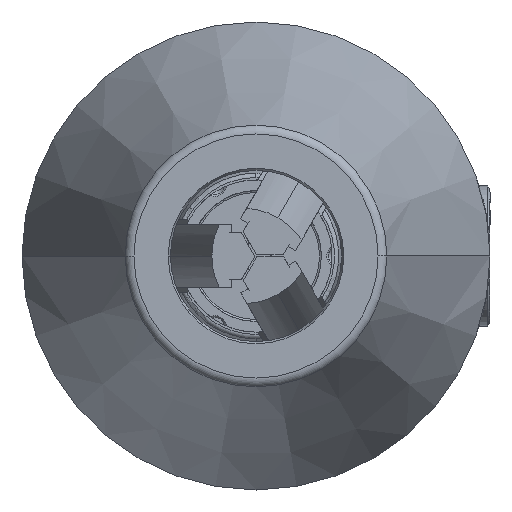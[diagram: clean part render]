
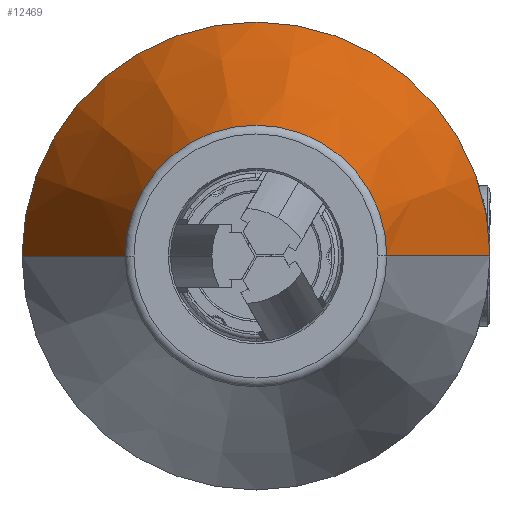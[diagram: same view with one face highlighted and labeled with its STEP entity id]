
A CAD part, front view. The second image highlights one B-rep face of the part: STEP entity #12469.
In plain terms, the highlighted conical face has half-angle 20 degrees and reference radius 25.05 mm.
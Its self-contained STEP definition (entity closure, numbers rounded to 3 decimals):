
#142 = AXIS2_PLACEMENT_3D ( 'NONE', #30179, #22116, #547 ) ;
#547 = DIRECTION ( 'NONE',  ( 0., 0., -1. ) ) ;
#2012 = CARTESIAN_POINT ( 'NONE',  ( 0., 44., 0. ) ) ;
#2813 = VERTEX_POINT ( 'NONE', #24062 ) ;
#4023 = DIRECTION ( 'NONE',  ( 0., -0.94, -0.342 ) ) ;
#4747 = DIRECTION ( 'NONE',  ( 0., 0., -1. ) ) ;
#5271 = VERTEX_POINT ( 'NONE', #28830 ) ;
#5707 = LINE ( 'NONE', #14735, #26259 ) ;
#6882 = CARTESIAN_POINT ( 'NONE',  ( 0., 74.342, 0. ) ) ;
#7391 = EDGE_LOOP ( 'NONE', ( #33739, #18387, #27109, #12461 ) ) ;
#8136 = CONICAL_SURFACE ( 'NONE', #142, 25.05, 0.349 ) ;
#9040 = CARTESIAN_POINT ( 'NONE',  ( 0., 44., 25.05 ) ) ;
#9575 = DIRECTION ( 'NONE',  ( 0., 0., -1. ) ) ;
#10012 = LINE ( 'NONE', #9040, #10847 ) ;
#10847 = VECTOR ( 'NONE', #33060, 1000. ) ;
#12461 = ORIENTED_EDGE ( 'NONE', *, *, #28595, .F. ) ;
#12469 = ADVANCED_FACE ( 'NONE', ( #16139 ), #8136, .T. ) ;
#12955 = VERTEX_POINT ( 'NONE', #26856 ) ;
#14735 = CARTESIAN_POINT ( 'NONE',  ( 0., 44., -25.05 ) ) ;
#16139 = FACE_OUTER_BOUND ( 'NONE', #7391, .T. ) ;
#17563 = VERTEX_POINT ( 'NONE', #25334 ) ;
#17639 = CIRCLE ( 'NONE', #19192, 14.006 ) ;
#18387 = ORIENTED_EDGE ( 'NONE', *, *, #24788, .T. ) ;
#19192 = AXIS2_PLACEMENT_3D ( 'NONE', #6882, #25614, #9575 ) ;
#19674 = CIRCLE ( 'NONE', #29305, 25.05 ) ;
#20859 = DIRECTION ( 'NONE',  ( 0., -1., 0. ) ) ;
#22116 = DIRECTION ( 'NONE',  ( 0., -1., 0. ) ) ;
#23690 = EDGE_CURVE ( 'NONE', #12955, #5271, #17639, .T. ) ;
#24062 = CARTESIAN_POINT ( 'NONE',  ( 0., 44., 25.05 ) ) ;
#24788 = EDGE_CURVE ( 'NONE', #5271, #2813, #10012, .T. ) ;
#25334 = CARTESIAN_POINT ( 'NONE',  ( 0., 44., -25.05 ) ) ;
#25614 = DIRECTION ( 'NONE',  ( 0., -1., 0. ) ) ;
#26259 = VECTOR ( 'NONE', #4023, 1000. ) ;
#26596 = EDGE_CURVE ( 'NONE', #17563, #2813, #19674, .T. ) ;
#26856 = CARTESIAN_POINT ( 'NONE',  ( 0., 74.342, -14.006 ) ) ;
#27109 = ORIENTED_EDGE ( 'NONE', *, *, #26596, .F. ) ;
#28595 = EDGE_CURVE ( 'NONE', #12955, #17563, #5707, .T. ) ;
#28830 = CARTESIAN_POINT ( 'NONE',  ( 0., 74.342, 14.006 ) ) ;
#29305 = AXIS2_PLACEMENT_3D ( 'NONE', #2012, #20859, #4747 ) ;
#30179 = CARTESIAN_POINT ( 'NONE',  ( 0., 44., 0. ) ) ;
#33060 = DIRECTION ( 'NONE',  ( 0., -0.94, 0.342 ) ) ;
#33739 = ORIENTED_EDGE ( 'NONE', *, *, #23690, .T. ) ;
